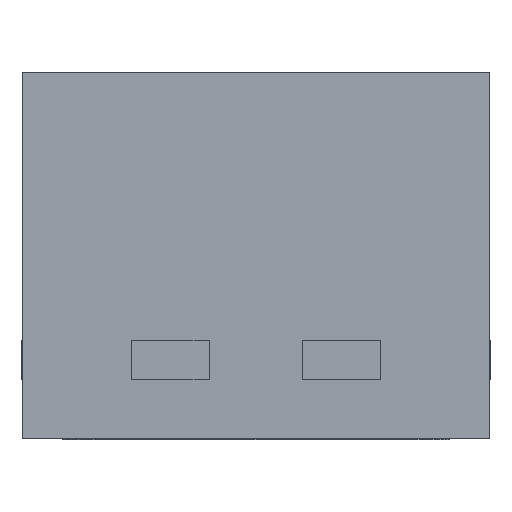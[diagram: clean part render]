
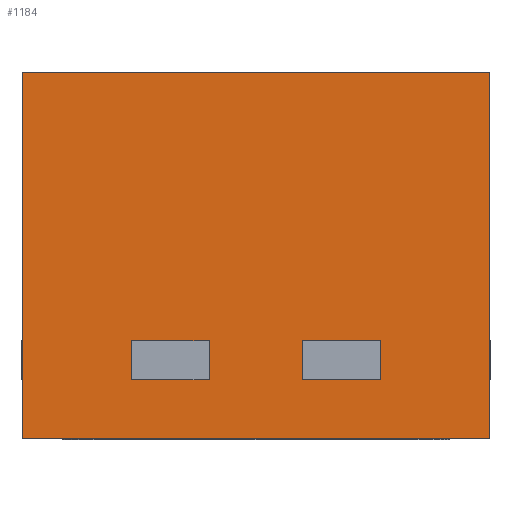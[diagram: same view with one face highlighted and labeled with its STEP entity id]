
A CAD part, left-side view. The second image highlights one B-rep face of the part: STEP entity #1184.
In plain terms, the highlighted face is planar.
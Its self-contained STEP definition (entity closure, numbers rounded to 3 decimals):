
#58=FACE_OUTER_BOUND('',#124,.T.);
#124=EDGE_LOOP('',(#791,#792,#793,#794));
#190=LINE('',#1704,#344);
#195=LINE('',#1715,#349);
#197=LINE('',#1718,#351);
#198=LINE('',#1719,#352);
#344=VECTOR('',#1371,1000.);
#349=VECTOR('',#1380,1000.);
#351=VECTOR('',#1384,1000.);
#352=VECTOR('',#1385,1000.);
#495=VERTEX_POINT('',#1697);
#498=VERTEX_POINT('',#1702);
#501=VERTEX_POINT('',#1712);
#502=VERTEX_POINT('',#1714);
#610=EDGE_CURVE('',#498,#495,#190,.T.);
#615=EDGE_CURVE('',#502,#501,#195,.T.);
#617=EDGE_CURVE('',#501,#495,#197,.T.);
#618=EDGE_CURVE('',#502,#498,#198,.T.);
#791=ORIENTED_EDGE('',*,*,#617,.T.);
#792=ORIENTED_EDGE('',*,*,#610,.F.);
#793=ORIENTED_EDGE('',*,*,#618,.F.);
#794=ORIENTED_EDGE('',*,*,#615,.T.);
#1126=PLANE('',#1278);
#1184=ADVANCED_FACE('',(#58),#1126,.F.);
#1278=AXIS2_PLACEMENT_3D('',#1717,#1382,#1383);
#1371=DIRECTION('',(0.,-1.,0.));
#1380=DIRECTION('',(0.,-1.,0.));
#1382=DIRECTION('center_axis',(0.,0.,1.));
#1383=DIRECTION('ref_axis',(1.,0.,0.));
#1384=DIRECTION('',(-1.,0.,0.));
#1385=DIRECTION('',(-1.,0.,0.));
#1697=CARTESIAN_POINT('',(0.,0.,-0.999));
#1702=CARTESIAN_POINT('',(0.,0.47,-0.999));
#1704=CARTESIAN_POINT('',(0.,0.47,-0.999));
#1712=CARTESIAN_POINT('',(0.599,0.,-0.999));
#1714=CARTESIAN_POINT('',(0.599,0.47,-0.999));
#1715=CARTESIAN_POINT('',(0.599,0.47,-0.999));
#1717=CARTESIAN_POINT('Origin',(0.,0.47,-0.999));
#1718=CARTESIAN_POINT('',(0.,0.,-0.999));
#1719=CARTESIAN_POINT('',(0.,0.47,-0.999));
